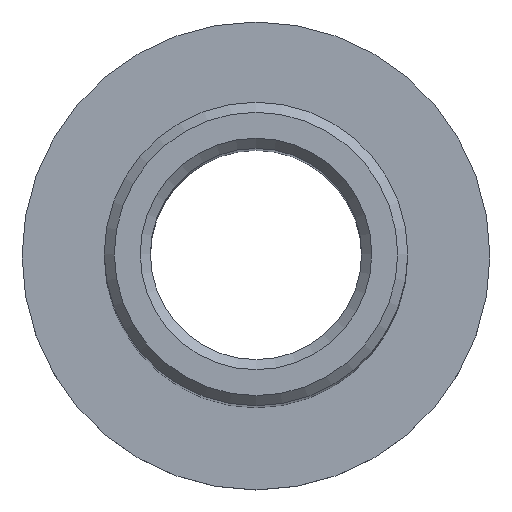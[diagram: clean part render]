
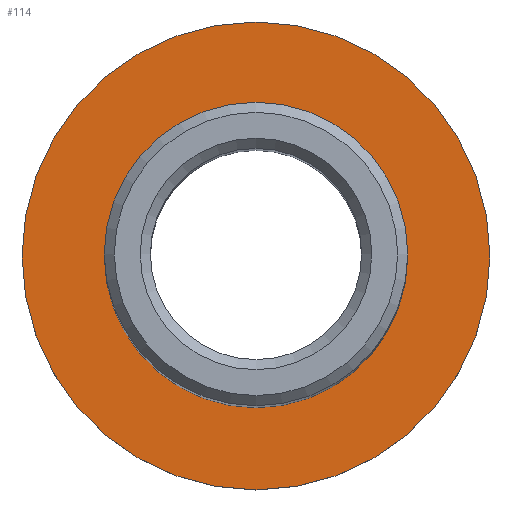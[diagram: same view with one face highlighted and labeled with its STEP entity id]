
A CAD part, top view. The second image highlights one B-rep face of the part: STEP entity #114.
In plain terms, the highlighted planar face has unit normal (0, 0, 1).
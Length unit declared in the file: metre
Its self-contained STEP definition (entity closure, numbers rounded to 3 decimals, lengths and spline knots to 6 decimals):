
#23=ORIENTED_EDGE('',*,*,#43,.F.);
#24=ORIENTED_EDGE('',*,*,#42,.T.);
#42=EDGE_CURVE('',#52,#52,#62,.T.);
#43=EDGE_CURVE('',#53,#53,#63,.T.);
#52=VERTEX_POINT('',#207);
#53=VERTEX_POINT('',#210);
#62=CIRCLE('',#140,0.00925);
#63=CIRCLE('',#142,0.006);
#73=EDGE_LOOP('',(#23));
#74=EDGE_LOOP('',(#24));
#93=FACE_BOUND('',#73,.T.);
#94=FACE_BOUND('',#74,.T.);
#110=PLANE('',#141);
#114=ADVANCED_FACE('',(#93,#94),#110,.T.);
#140=AXIS2_PLACEMENT_3D('',#206,#167,#168);
#141=AXIS2_PLACEMENT_3D('',#208,#169,#170);
#142=AXIS2_PLACEMENT_3D('',#209,#171,#172);
#167=DIRECTION('',(0.,0.,1.));
#168=DIRECTION('',(1.,0.,0.));
#169=DIRECTION('',(0.,0.,1.));
#170=DIRECTION('',(1.,0.,0.));
#171=DIRECTION('',(0.,0.,1.));
#172=DIRECTION('',(1.,0.,0.));
#206=CARTESIAN_POINT('',(0.0738,0.,0.0022));
#207=CARTESIAN_POINT('',(0.08305,0.,0.0022));
#208=CARTESIAN_POINT('',(0.0738,0.,0.0022));
#209=CARTESIAN_POINT('',(0.0738,0.,0.0022));
#210=CARTESIAN_POINT('',(0.0798,0.,0.0022));
